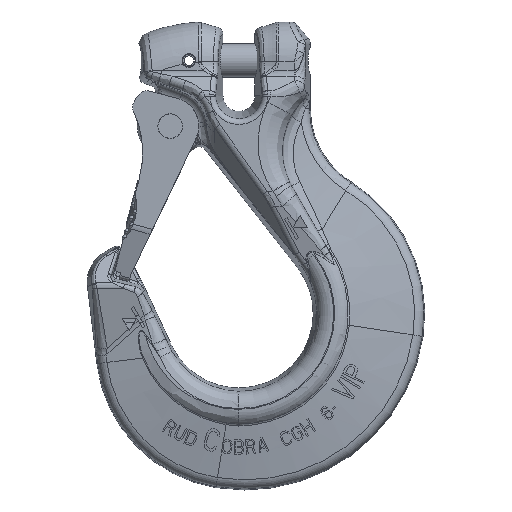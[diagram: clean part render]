
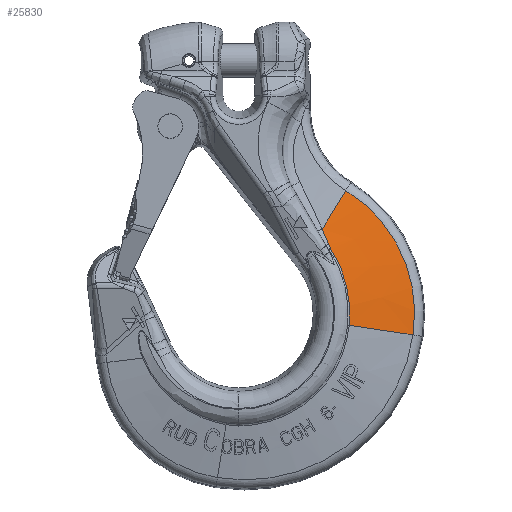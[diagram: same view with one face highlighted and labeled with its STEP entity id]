
A CAD part, top view. The second image highlights one B-rep face of the part: STEP entity #25830.
In plain terms, the highlighted conical face has half-angle 78.408 degrees and reference radius 24.647 mm.
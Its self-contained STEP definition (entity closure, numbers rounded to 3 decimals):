
#3905=CARTESIAN_POINT('',(18.364,5.651,-18.595));
#3948=CARTESIAN_POINT('',(19.805,6.03,-15.279));
#3949=CARTESIAN_POINT('',(19.728,6.012,-15.456));
#3950=CARTESIAN_POINT('',(19.574,5.976,-15.812));
#3951=CARTESIAN_POINT('',(19.34,5.918,-16.353));
#3952=CARTESIAN_POINT('',(19.103,5.856,-16.901));
#3953=CARTESIAN_POINT('',(18.861,5.792,-17.456));
#3954=CARTESIAN_POINT('',(18.616,5.723,-18.02));
#3955=CARTESIAN_POINT('',(18.449,5.675,-18.402));
#3956=CARTESIAN_POINT('',(18.364,5.651,-18.595));
#3973=DIRECTION('',(-0.513,0.201,0.834));
#3974=VECTOR('',#3973,10.173);
#3975=CARTESIAN_POINT('',(23.584,3.606,-27.084));
#3976=LINE('',#3975,#3974);
#3977=CARTESIAN_POINT('',(20.186,6.125,-14.323));
#3978=CARTESIAN_POINT('',(20.203,6.129,-14.28));
#3979=CARTESIAN_POINT('',(20.209,6.136,-14.232));
#3980=CARTESIAN_POINT('',(20.234,6.138,-14.194));
#3982=CARTESIAN_POINT('',(6.93,3.606,0.));
#3983=DIRECTION('',(0.,1.,0.));
#3984=DIRECTION('',(0.989,0.,0.148));
#3985=AXIS2_PLACEMENT_3D('',#3982,#3983,#3984);
#5330=CARTESIAN_POINT('',(20.186,6.125,-14.323));
#5331=CARTESIAN_POINT('',(20.127,6.109,-14.483));
#5332=CARTESIAN_POINT('',(20.005,6.077,-14.803));
#5333=CARTESIAN_POINT('',(19.873,6.046,-15.121));
#5334=CARTESIAN_POINT('',(19.805,6.03,-15.279));
#5363=CARTESIAN_POINT('',(24.302,6.526,2.595));
#5364=CARTESIAN_POINT('',(24.328,6.528,2.326));
#5365=CARTESIAN_POINT('',(24.373,6.533,1.789));
#5366=CARTESIAN_POINT('',(24.415,6.537,0.979));
#5367=CARTESIAN_POINT('',(24.433,6.539,0.169));
#5368=CARTESIAN_POINT('',(24.425,6.539,
-0.641));
#5369=CARTESIAN_POINT('',(24.393,6.535,-1.451));
#5370=CARTESIAN_POINT('',(24.337,6.529,-2.259));
#5371=CARTESIAN_POINT('',(24.255,6.521,-3.063));
#5372=CARTESIAN_POINT('',(24.15,6.51,-3.864));
#5373=CARTESIAN_POINT('',(24.02,6.496,-4.66));
#5374=CARTESIAN_POINT('',(23.865,6.48,-5.451));
#5375=CARTESIAN_POINT('',(23.687,6.462,-6.234));
#5376=CARTESIAN_POINT('',(23.485,6.442,-7.01));
#5377=CARTESIAN_POINT('',(23.26,6.419,-7.778));
#5378=CARTESIAN_POINT('',(23.012,6.395,-8.537));
#5379=CARTESIAN_POINT('',(22.741,6.368,-9.286));
#5380=CARTESIAN_POINT('',(22.448,6.34,-10.024));
#5381=CARTESIAN_POINT('',(22.132,6.31,-10.751));
#5382=CARTESIAN_POINT('',(21.795,6.279,-11.467));
#5383=CARTESIAN_POINT('',(21.436,6.245,-12.169));
#5384=CARTESIAN_POINT('',(21.057,6.211,-12.859));
#5385=CARTESIAN_POINT('',(20.657,6.175,-13.535));
#5386=CARTESIAN_POINT('',(20.377,6.15,-13.976));
#5387=CARTESIAN_POINT('',(20.234,6.138,-14.194));
#5514=CARTESIAN_POINT('',(24.302,6.526,2.595));
#5516=DIRECTION('',(-0.969,0.201,-0.145));
#5517=VECTOR('',#5516,14.527);
#5518=CARTESIAN_POINT('',(38.376,3.606,4.697));
#5519=LINE('',#5518,#5517);
#16242=VERTEX_POINT('',#5514);
#16253=CARTESIAN_POINT('',(38.376,3.606,4.697));
#16254=CARTESIAN_POINT('',(23.584,3.606,
-27.084));
#16255=VERTEX_POINT('',#16253);
#16256=VERTEX_POINT('',#16254);
#16316=VERTEX_POINT('',#3905);
#16319=VERTEX_POINT('',#3948);
#16322=VERTEX_POINT('',#5330);
#16323=VERTEX_POINT('',#3980);
#25811=CARTESIAN_POINT('',(6.93,5.073,0.));
#25812=DIRECTION('',(0.,-1.,0.));
#25813=DIRECTION('',(-0.524,0.,0.852));
#25814=AXIS2_PLACEMENT_3D('',#25811,#25812,#25813);
#25815=CONICAL_SURFACE('',#25814,24.647,78.408);
#25816=ORIENTED_EDGE('',*,*,#25802,.T.);
#25817=ORIENTED_EDGE('',*,*,#18302,.F.);
#25819=ORIENTED_EDGE('',*,*,#25818,.F.);
#25821=ORIENTED_EDGE('',*,*,#25820,.T.);
#25823=ORIENTED_EDGE('',*,*,#25822,.T.);
#25825=ORIENTED_EDGE('',*,*,#25824,.F.);
#25827=ORIENTED_EDGE('',*,*,#25826,.T.);
#25828=EDGE_LOOP('',(#25816,#25817,#25819,#25821,#25823,#25825,#25827));
#25829=FACE_OUTER_BOUND('',#25828,.F.);
#25830=ADVANCED_FACE('',(#25829),#25815,.T.);
#3957=B_SPLINE_CURVE_WITH_KNOTS('',3,(#3948,#3949,#3950,#3951,#3952,#3953,#3954,
#3955,#3956),.UNSPECIFIED.,.F.,.F.,(4,1,1,1,1,1,4),(0.,0.167,
0.333,0.5,0.667,0.833,1.),
.UNSPECIFIED.);
#3981=B_SPLINE_CURVE_WITH_KNOTS('',3,(#3977,#3978,#3979,#3980),.UNSPECIFIED.,
.F.,.F.,(4,4),(0.,1.),.UNSPECIFIED.);
#3986=CIRCLE('',#3985,31.795);
#5335=B_SPLINE_CURVE_WITH_KNOTS('',3,(#5330,#5331,#5332,#5333,#5334),
.UNSPECIFIED.,.F.,.F.,(4,1,4),(0.,0.5,1.),.UNSPECIFIED.);
#5388=B_SPLINE_CURVE_WITH_KNOTS('',3,(#5363,#5364,#5365,#5366,#5367,#5368,#5369,
#5370,#5371,#5372,#5373,#5374,#5375,#5376,#5377,#5378,#5379,#5380,#5381,#5382,
#5383,#5384,#5385,#5386,#5387),.UNSPECIFIED.,.F.,.F.,(4,1,1,1,1,1,1,1,1,1,1,1,1,
1,1,1,1,1,1,1,1,1,4),(0.,0.045,0.091,
0.136,0.182,0.227,0.273,
0.318,0.364,0.409,0.455,0.5,
0.545,0.591,0.636,0.682,
0.727,0.773,0.818,0.864,
0.909,0.955,1.),.UNSPECIFIED.);
#18302=EDGE_CURVE('',#16256,#16316,#3976,.T.);
#25802=EDGE_CURVE('',#16319,#16316,#3957,.T.);
#25818=EDGE_CURVE('',#16255,#16256,#3986,.T.);
#25820=EDGE_CURVE('',#16255,#16242,#5519,.T.);
#25822=EDGE_CURVE('',#16242,#16323,#5388,.T.);
#25824=EDGE_CURVE('',#16322,#16323,#3981,.T.);
#25826=EDGE_CURVE('',#16322,#16319,#5335,.T.);
